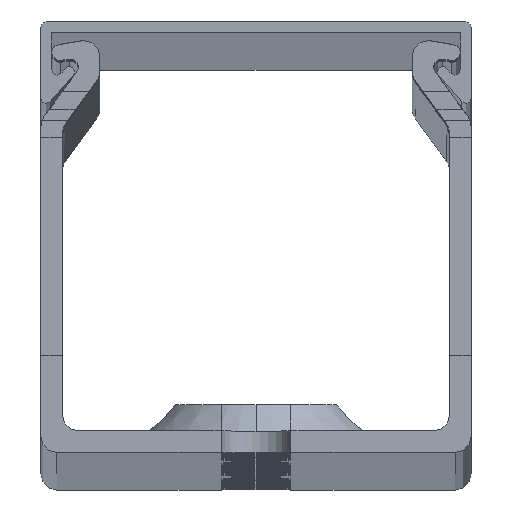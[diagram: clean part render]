
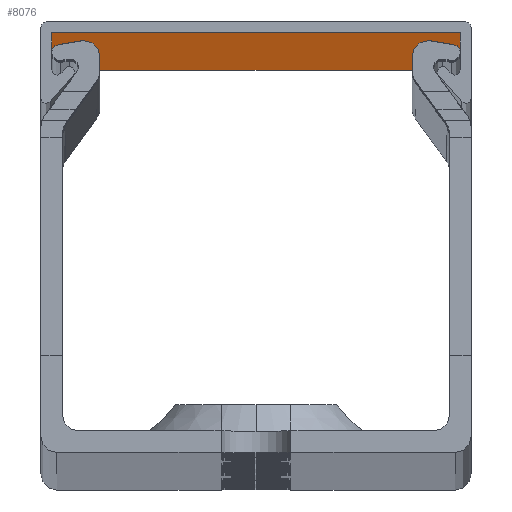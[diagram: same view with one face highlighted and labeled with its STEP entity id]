
A CAD part, top view. The second image highlights one B-rep face of the part: STEP entity #8076.
In plain terms, the highlighted planar face has unit normal (0, -1, 0).
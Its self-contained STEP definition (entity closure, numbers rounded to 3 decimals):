
#617 = DIRECTION ( 'NONE',  ( 0., 0., -1. ) ) ;
#692 = LINE ( 'NONE', #27137, #25576 ) ;
#1184 = AXIS2_PLACEMENT_3D ( 'NONE', #6669, #11975, #12141 ) ;
#1529 = PLANE ( 'NONE',  #1184 ) ;
#2643 = VERTEX_POINT ( 'NONE', #5229 ) ;
#3193 = EDGE_CURVE ( 'NONE', #2643, #14215, #692, .T. ) ;
#3425 = DIRECTION ( 'NONE',  ( 0., 0., -1. ) ) ;
#5229 = CARTESIAN_POINT ( 'NONE',  ( -19., 39., -1000. ) ) ;
#5587 = VECTOR ( 'NONE', #617, 1000. ) ;
#5878 = ORIENTED_EDGE ( 'NONE', *, *, #8393, .T. ) ;
#6119 = CARTESIAN_POINT ( 'NONE',  ( -19., 39., 1040.872 ) ) ;
#6669 = CARTESIAN_POINT ( 'NONE',  ( -19., 39., 1040.872 ) ) ;
#8076 = ADVANCED_FACE ( 'NONE', ( #33098 ), #1529, .F. ) ;
#8174 = VERTEX_POINT ( 'NONE', #30535 ) ;
#8393 = EDGE_CURVE ( 'NONE', #8174, #2643, #29634, .T. ) ;
#8922 = DIRECTION ( 'NONE',  ( 1., 0., 0. ) ) ;
#9289 = EDGE_CURVE ( 'NONE', #17844, #14215, #19070, .T. ) ;
#11975 = DIRECTION ( 'NONE',  ( 0., 1., 0. ) ) ;
#12141 = DIRECTION ( 'NONE',  ( 0., 0., 1. ) ) ;
#13396 = CARTESIAN_POINT ( 'NONE',  ( 19., 39., -1000. ) ) ;
#14215 = VERTEX_POINT ( 'NONE', #13396 ) ;
#15177 = VECTOR ( 'NONE', #3425, 1000. ) ;
#16869 = VECTOR ( 'NONE', #24382, 1000. ) ;
#17000 = CARTESIAN_POINT ( 'NONE',  ( -19., 39., 1000. ) ) ;
#17458 = CARTESIAN_POINT ( 'NONE',  ( 19., 39., 1000. ) ) ;
#17844 = VERTEX_POINT ( 'NONE', #17458 ) ;
#19070 = LINE ( 'NONE', #29521, #15177 ) ;
#24382 = DIRECTION ( 'NONE',  ( -1., 0., 0. ) ) ;
#24736 = LINE ( 'NONE', #17000, #16869 ) ;
#25576 = VECTOR ( 'NONE', #8922, 1000. ) ;
#25785 = ORIENTED_EDGE ( 'NONE', *, *, #3193, .T. ) ;
#26649 = EDGE_LOOP ( 'NONE', ( #27712, #33147, #5878, #25785 ) ) ;
#26862 = EDGE_CURVE ( 'NONE', #17844, #8174, #24736, .T. ) ;
#27137 = CARTESIAN_POINT ( 'NONE',  ( -19., 39., -1000. ) ) ;
#27712 = ORIENTED_EDGE ( 'NONE', *, *, #9289, .F. ) ;
#29521 = CARTESIAN_POINT ( 'NONE',  ( 19., 39., 1040.872 ) ) ;
#29634 = LINE ( 'NONE', #6119, #5587 ) ;
#30535 = CARTESIAN_POINT ( 'NONE',  ( -19., 39., 1000. ) ) ;
#33098 = FACE_OUTER_BOUND ( 'NONE', #26649, .T. ) ;
#33147 = ORIENTED_EDGE ( 'NONE', *, *, #26862, .T. ) ;
